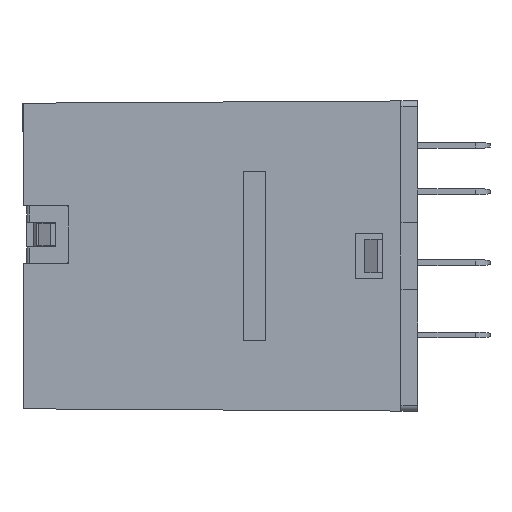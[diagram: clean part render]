
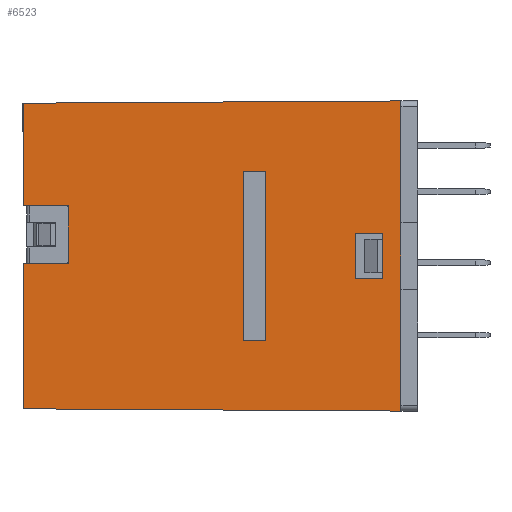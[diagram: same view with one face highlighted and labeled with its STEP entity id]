
A CAD part, left-side view. The second image highlights one B-rep face of the part: STEP entity #6523.
In plain terms, the highlighted face is planar.
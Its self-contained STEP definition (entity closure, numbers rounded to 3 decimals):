
#124 = EDGE_CURVE ( 'NONE', #6335, #6477, #5076, .T. ) ;
#299 = EDGE_LOOP ( 'NONE', ( #2138, #4210, #7884, #2020 ) ) ;
#320 = PLANE ( 'NONE',  #6040 ) ;
#465 = CARTESIAN_POINT ( 'NONE',  ( -7.5, 12., -10.428 ) ) ;
#486 = CARTESIAN_POINT ( 'NONE',  ( -10.517, 33.5, -10.3 ) ) ;
#577 = VECTOR ( 'NONE', #5010, 1000. ) ;
#582 = EDGE_CURVE ( 'NONE', #11134, #9488, #6872, .T. ) ;
#628 = B_SPLINE_CURVE_WITH_KNOTS ( 'NONE', 3,
 ( #6739, #9296, #11099, #3349 ),
 .UNSPECIFIED., .F., .F.,
 ( 4, 4 ),
 ( 0., 0.476 ),
 .UNSPECIFIED. ) ;
#631 = DIRECTION ( 'NONE',  ( 0., 1., 0.006 ) ) ;
#706 = CARTESIAN_POINT ( 'NONE',  ( 13.75, 0., -10.5 ) ) ;
#830 = CARTESIAN_POINT ( 'NONE',  ( -13.55, 33.5, -10.3 ) ) ;
#916 = CARTESIAN_POINT ( 'NONE',  ( -13.55, 33.5, -10.3 ) ) ;
#955 = DIRECTION ( 'NONE',  ( -1., 0., 0. ) ) ;
#993 = VECTOR ( 'NONE', #5734, 1000. ) ;
#994 = DIRECTION ( 'NONE',  ( 0.006, -1., -0.006 ) ) ;
#1162 = CARTESIAN_POINT ( 'NONE',  ( -13.55, 33.5, -10.3 ) ) ;
#1191 = VECTOR ( 'NONE', #4856, 1000. ) ;
#1267 = ORIENTED_EDGE ( 'NONE', *, *, #9165, .F. ) ;
#1420 = LINE ( 'NONE', #11028, #7315 ) ;
#1431 = VERTEX_POINT ( 'NONE', #2646 ) ;
#1558 = LINE ( 'NONE', #5061, #577 ) ;
#1606 = LINE ( 'NONE', #4946, #4961 ) ;
#1678 = CARTESIAN_POINT ( 'NONE',  ( 13.55, 33.5, -10.3 ) ) ;
#1732 = ORIENTED_EDGE ( 'NONE', *, *, #582, .T. ) ;
#1770 = VECTOR ( 'NONE', #955, 1000. ) ;
#1875 = VERTEX_POINT ( 'NONE', #8169 ) ;
#2015 = LINE ( 'NONE', #8180, #2974 ) ;
#2020 = ORIENTED_EDGE ( 'NONE', *, *, #6047, .F. ) ;
#2034 = EDGE_LOOP ( 'NONE', ( #6462, #6001, #2988, #1732, #10042, #9231, #10651, #1267 ) ) ;
#2087 = CARTESIAN_POINT ( 'NONE',  ( 13.55, 4., -10.476 ) ) ;
#2138 = ORIENTED_EDGE ( 'NONE', *, *, #3493, .F. ) ;
#2201 = VECTOR ( 'NONE', #5455, 1000. ) ;
#2343 = DIRECTION ( 'NONE',  ( 0., 1., 0.006 ) ) ;
#2346 = CARTESIAN_POINT ( 'NONE',  ( 4.583, 0., -10.5 ) ) ;
#2365 = VERTEX_POINT ( 'NONE', #8046 ) ;
#2454 = VERTEX_POINT ( 'NONE', #465 ) ;
#2506 = LINE ( 'NONE', #8334, #993 ) ;
#2597 = VERTEX_POINT ( 'NONE', #2604 ) ;
#2604 = CARTESIAN_POINT ( 'NONE',  ( -4.45, 29.5, -10.324 ) ) ;
#2642 = CARTESIAN_POINT ( 'NONE',  ( 2., 1.6, -10.49 ) ) ;
#2646 = CARTESIAN_POINT ( 'NONE',  ( 0.65, 29.5, -10.324 ) ) ;
#2805 = CARTESIAN_POINT ( 'NONE',  ( -2., 1.6, -10.49 ) ) ;
#2917 = CARTESIAN_POINT ( 'NONE',  ( 13.55, 33.5, -10.3 ) ) ;
#2974 = VECTOR ( 'NONE', #10788, 1000. ) ;
#2988 = ORIENTED_EDGE ( 'NONE', *, *, #8801, .F. ) ;
#3114 = CARTESIAN_POINT ( 'NONE',  ( -4.45, 33.5, -10.3 ) ) ;
#3240 = EDGE_CURVE ( 'NONE', #2454, #8118, #1558, .T. ) ;
#3286 = EDGE_CURVE ( 'NONE', #5386, #10769, #5971, .T. ) ;
#3349 = CARTESIAN_POINT ( 'NONE',  ( 0.65, 33.5, -10.3 ) ) ;
#3480 = EDGE_LOOP ( 'NONE', ( #6347, #4259, #4473, #10525 ) ) ;
#3493 = EDGE_CURVE ( 'NONE', #6477, #8504, #6480, .T. ) ;
#3500 = EDGE_CURVE ( 'NONE', #2365, #5386, #6503, .T. ) ;
#3717 = CARTESIAN_POINT ( 'NONE',  ( -7.5, 14., -10.416 ) ) ;
#3950 = LINE ( 'NONE', #6654, #4930 ) ;
#4006 = VECTOR ( 'NONE', #4274, 1000. ) ;
#4067 = VERTEX_POINT ( 'NONE', #10137 ) ;
#4078 = CARTESIAN_POINT ( 'NONE',  ( 2., 4., -10.476 ) ) ;
#4202 = CARTESIAN_POINT ( 'NONE',  ( 7.5, 14., -10.416 ) ) ;
#4210 = ORIENTED_EDGE ( 'NONE', *, *, #124, .F. ) ;
#4259 = ORIENTED_EDGE ( 'NONE', *, *, #9606, .T. ) ;
#4274 = DIRECTION ( 'NONE',  ( -0.006, -1., -0.006 ) ) ;
#4473 = ORIENTED_EDGE ( 'NONE', *, *, #4863, .T. ) ;
#4612 = FACE_BOUND ( 'NONE', #3480, .T. ) ;
#4739 = LINE ( 'NONE', #6499, #1191 ) ;
#4841 = VECTOR ( 'NONE', #994, 1000. ) ;
#4856 = DIRECTION ( 'NONE',  ( 1., 0., 0. ) ) ;
#4863 = EDGE_CURVE ( 'NONE', #1875, #6729, #3950, .T. ) ;
#4930 = VECTOR ( 'NONE', #6707, 1000. ) ;
#4946 = CARTESIAN_POINT ( 'NONE',  ( 0.65, 33.5, -10.3 ) ) ;
#4961 = VECTOR ( 'NONE', #5908, 1000. ) ;
#5010 = DIRECTION ( 'NONE',  ( 0., 1., 0.006 ) ) ;
#5061 = CARTESIAN_POINT ( 'NONE',  ( -7.5, 12., -10.428 ) ) ;
#5076 = LINE ( 'NONE', #8534, #1770 ) ;
#5386 = VERTEX_POINT ( 'NONE', #916 ) ;
#5455 = DIRECTION ( 'NONE',  ( 0., 1., 0.006 ) ) ;
#5630 = DIRECTION ( 'NONE',  ( 0., 0.006, -1. ) ) ;
#5734 = DIRECTION ( 'NONE',  ( 0., -1., -0.006 ) ) ;
#5908 = DIRECTION ( 'NONE',  ( 0., -1., -0.006 ) ) ;
#5971 = LINE ( 'NONE', #830, #4006 ) ;
#6001 = ORIENTED_EDGE ( 'NONE', *, *, #8287, .F. ) ;
#6040 = AXIS2_PLACEMENT_3D ( 'NONE', #2917, #5630, #2343 ) ;
#6047 = EDGE_CURVE ( 'NONE', #8504, #10329, #9843, .T. ) ;
#6167 = B_SPLINE_CURVE_WITH_KNOTS ( 'NONE', 3,
 ( #706, #2346, #11054, #6696 ),
 .UNSPECIFIED., .F., .F.,
 ( 4, 4 ),
 ( 0., 1. ),
 .UNSPECIFIED. ) ;
#6335 = VERTEX_POINT ( 'NONE', #2642 ) ;
#6347 = ORIENTED_EDGE ( 'NONE', *, *, #3240, .F. ) ;
#6462 = ORIENTED_EDGE ( 'NONE', *, *, #7907, .T. ) ;
#6477 = VERTEX_POINT ( 'NONE', #2805 ) ;
#6480 = LINE ( 'NONE', #8235, #2201 ) ;
#6499 = CARTESIAN_POINT ( 'NONE',  ( -7.5, 12., -10.428 ) ) ;
#6503 = B_SPLINE_CURVE_WITH_KNOTS ( 'NONE', 3,
 ( #10725, #8915, #486, #1162 ),
 .UNSPECIFIED., .F., .F.,
 ( 4, 4 ),
 ( 0.664, 1. ),
 .UNSPECIFIED. ) ;
#6523 = ADVANCED_FACE ( 'NONE', ( #4612, #9032, #8071 ), #320, .T. ) ;
#6654 = CARTESIAN_POINT ( 'NONE',  ( 7.5, 12., -10.428 ) ) ;
#6696 = CARTESIAN_POINT ( 'NONE',  ( -13.75, 0., -10.5 ) ) ;
#6707 = DIRECTION ( 'NONE',  ( 0., 1., 0.006 ) ) ;
#6723 = DIRECTION ( 'NONE',  ( 1., 0., 0. ) ) ;
#6729 = VERTEX_POINT ( 'NONE', #4202 ) ;
#6739 = CARTESIAN_POINT ( 'NONE',  ( 13.55, 33.5, -10.3 ) ) ;
#6749 = VECTOR ( 'NONE', #8027, 1000. ) ;
#6872 = LINE ( 'NONE', #10667, #4841 ) ;
#6963 = VECTOR ( 'NONE', #631, 1000. ) ;
#7315 = VECTOR ( 'NONE', #6723, 1000. ) ;
#7884 = ORIENTED_EDGE ( 'NONE', *, *, #8698, .F. ) ;
#7907 = EDGE_CURVE ( 'NONE', #2597, #1431, #1420, .T. ) ;
#8027 = DIRECTION ( 'NONE',  ( 1., 0., 0. ) ) ;
#8046 = CARTESIAN_POINT ( 'NONE',  ( -4.45, 33.5, -10.3 ) ) ;
#8071 = FACE_BOUND ( 'NONE', #299, .T. ) ;
#8118 = VERTEX_POINT ( 'NONE', #3717 ) ;
#8148 = EDGE_CURVE ( 'NONE', #8118, #6729, #2015, .T. ) ;
#8169 = CARTESIAN_POINT ( 'NONE',  ( 7.5, 12., -10.428 ) ) ;
#8180 = CARTESIAN_POINT ( 'NONE',  ( -7.5, 14., -10.416 ) ) ;
#8235 = CARTESIAN_POINT ( 'NONE',  ( -2., 33.5, -10.3 ) ) ;
#8287 = EDGE_CURVE ( 'NONE', #4067, #1431, #1606, .T. ) ;
#8334 = CARTESIAN_POINT ( 'NONE',  ( 2., 33.5, -10.3 ) ) ;
#8360 = EDGE_CURVE ( 'NONE', #9488, #10769, #6167, .T. ) ;
#8504 = VERTEX_POINT ( 'NONE', #9646 ) ;
#8534 = CARTESIAN_POINT ( 'NONE',  ( 13.55, 1.6, -10.49 ) ) ;
#8698 = EDGE_CURVE ( 'NONE', #10329, #6335, #2506, .T. ) ;
#8801 = EDGE_CURVE ( 'NONE', #11134, #4067, #628, .T. ) ;
#8915 = CARTESIAN_POINT ( 'NONE',  ( -7.483, 33.5, -10.3 ) ) ;
#9032 = FACE_OUTER_BOUND ( 'NONE', #2034, .T. ) ;
#9053 = CARTESIAN_POINT ( 'NONE',  ( 13.75, 0., -10.5 ) ) ;
#9165 = EDGE_CURVE ( 'NONE', #2597, #2365, #9341, .T. ) ;
#9231 = ORIENTED_EDGE ( 'NONE', *, *, #3286, .F. ) ;
#9296 = CARTESIAN_POINT ( 'NONE',  ( 9.25, 33.5, -10.3 ) ) ;
#9341 = LINE ( 'NONE', #3114, #6963 ) ;
#9488 = VERTEX_POINT ( 'NONE', #9053 ) ;
#9510 = CARTESIAN_POINT ( 'NONE',  ( -13.75, 0., -10.5 ) ) ;
#9606 = EDGE_CURVE ( 'NONE', #2454, #1875, #4739, .T. ) ;
#9646 = CARTESIAN_POINT ( 'NONE',  ( -2., 4., -10.476 ) ) ;
#9843 = LINE ( 'NONE', #2087, #6749 ) ;
#10042 = ORIENTED_EDGE ( 'NONE', *, *, #8360, .T. ) ;
#10137 = CARTESIAN_POINT ( 'NONE',  ( 0.65, 33.5, -10.3 ) ) ;
#10329 = VERTEX_POINT ( 'NONE', #4078 ) ;
#10525 = ORIENTED_EDGE ( 'NONE', *, *, #8148, .F. ) ;
#10651 = ORIENTED_EDGE ( 'NONE', *, *, #3500, .F. ) ;
#10667 = CARTESIAN_POINT ( 'NONE',  ( 13.55, 33.5, -10.3 ) ) ;
#10725 = CARTESIAN_POINT ( 'NONE',  ( -4.45, 33.5, -10.3 ) ) ;
#10769 = VERTEX_POINT ( 'NONE', #9510 ) ;
#10788 = DIRECTION ( 'NONE',  ( 1., 0., 0. ) ) ;
#11028 = CARTESIAN_POINT ( 'NONE',  ( 13.55, 29.5, -10.324 ) ) ;
#11054 = CARTESIAN_POINT ( 'NONE',  ( -4.583, 0., -10.5 ) ) ;
#11099 = CARTESIAN_POINT ( 'NONE',  ( 4.95, 33.5, -10.3 ) ) ;
#11134 = VERTEX_POINT ( 'NONE', #1678 ) ;
